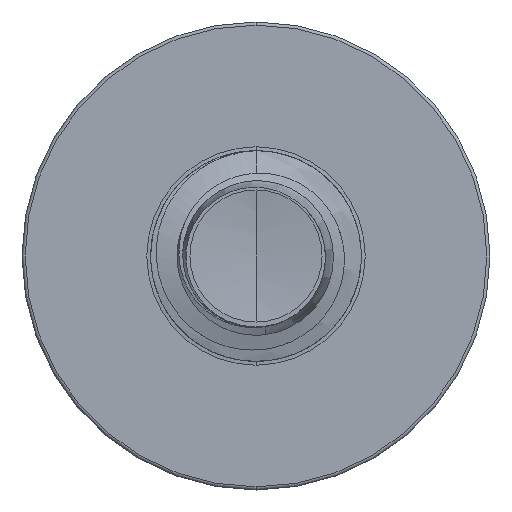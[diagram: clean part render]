
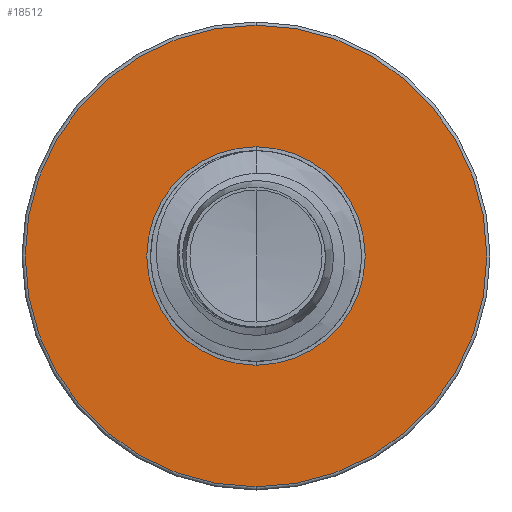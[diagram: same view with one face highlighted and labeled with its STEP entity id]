
A CAD part, front view. The second image highlights one B-rep face of the part: STEP entity #18512.
In plain terms, the highlighted planar face has unit normal (0, -1, 0).
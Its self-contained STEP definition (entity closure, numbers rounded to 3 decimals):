
#442 = DIRECTION ( 'NONE',  ( 0., 1., 0. ) ) ;
#913 = DIRECTION ( 'NONE',  ( 0., 0., 1. ) ) ;
#943 = DIRECTION ( 'NONE',  ( 0., 1., 0. ) ) ;
#946 = CARTESIAN_POINT ( 'NONE',  ( 0., 7., 0. ) ) ;
#1849 = VERTEX_POINT ( 'NONE', #4997 ) ;
#1898 = DIRECTION ( 'NONE',  ( 0., 0., 1. ) ) ;
#1901 = DIRECTION ( 'NONE',  ( 0., 1., 0. ) ) ;
#1928 = CARTESIAN_POINT ( 'NONE',  ( 0., 7., 0. ) ) ;
#2357 = CARTESIAN_POINT ( 'NONE',  ( 0., 7., 0. ) ) ;
#2992 = AXIS2_PLACEMENT_3D ( 'NONE', #2357, #14745, #4346 ) ;
#4323 = CARTESIAN_POINT ( 'NONE',  ( 0., 7., 1.973 ) ) ;
#4346 = DIRECTION ( 'NONE',  ( 0., 0., 1. ) ) ;
#4997 = CARTESIAN_POINT ( 'NONE',  ( 0., 7., -1.973 ) ) ;
#5013 = EDGE_CURVE ( 'NONE', #5605, #18826, #12628, .T. ) ;
#5131 = EDGE_CURVE ( 'NONE', #1849, #18516, #12125, .T. ) ;
#5216 = CARTESIAN_POINT ( 'NONE',  ( 0., 7., 0.933 ) ) ;
#5536 = EDGE_LOOP ( 'NONE', ( #7393, #5704 ) ) ;
#5605 = VERTEX_POINT ( 'NONE', #5216 ) ;
#5704 = ORIENTED_EDGE ( 'NONE', *, *, #5131, .F. ) ;
#6485 = EDGE_CURVE ( 'NONE', #18826, #5605, #16682, .T. ) ;
#6545 = EDGE_CURVE ( 'NONE', #18516, #1849, #7856, .T. ) ;
#7393 = ORIENTED_EDGE ( 'NONE', *, *, #6545, .F. ) ;
#7828 = FACE_BOUND ( 'NONE', #10171, .T. ) ;
#7856 = CIRCLE ( 'NONE', #2992, 1.973 ) ;
#8209 = AXIS2_PLACEMENT_3D ( 'NONE', #9954, #20103, #11581 ) ;
#9954 = CARTESIAN_POINT ( 'NONE',  ( 0., 7., 0. ) ) ;
#10171 = EDGE_LOOP ( 'NONE', ( #20043, #13234 ) ) ;
#10286 = AXIS2_PLACEMENT_3D ( 'NONE', #1928, #1901, #1898 ) ;
#11581 = DIRECTION ( 'NONE',  ( 0., 0., 1. ) ) ;
#12125 = CIRCLE ( 'NONE', #15489, 1.973 ) ;
#12628 = CIRCLE ( 'NONE', #10286, 0.933 ) ;
#13171 = PLANE ( 'NONE',  #14466 ) ;
#13234 = ORIENTED_EDGE ( 'NONE', *, *, #6485, .T. ) ;
#13239 = DIRECTION ( 'NONE',  ( 0., 0., 1. ) ) ;
#14466 = AXIS2_PLACEMENT_3D ( 'NONE', #20155, #442, #13239 ) ;
#14745 = DIRECTION ( 'NONE',  ( 0., 1., 0. ) ) ;
#15447 = FACE_OUTER_BOUND ( 'NONE', #5536, .T. ) ;
#15489 = AXIS2_PLACEMENT_3D ( 'NONE', #946, #943, #913 ) ;
#16035 = CARTESIAN_POINT ( 'NONE',  ( 0., 7., -0.933 ) ) ;
#16682 = CIRCLE ( 'NONE', #8209, 0.933 ) ;
#18512 = ADVANCED_FACE ( 'NONE', ( #15447, #7828 ), #13171, .F. ) ;
#18516 = VERTEX_POINT ( 'NONE', #4323 ) ;
#18826 = VERTEX_POINT ( 'NONE', #16035 ) ;
#20043 = ORIENTED_EDGE ( 'NONE', *, *, #5013, .T. ) ;
#20103 = DIRECTION ( 'NONE',  ( 0., 1., 0. ) ) ;
#20155 = CARTESIAN_POINT ( 'NONE',  ( 0., 7., -0.933 ) ) ;
